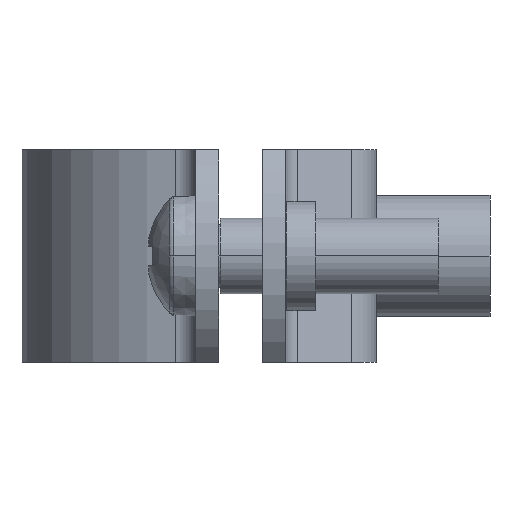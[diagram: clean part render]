
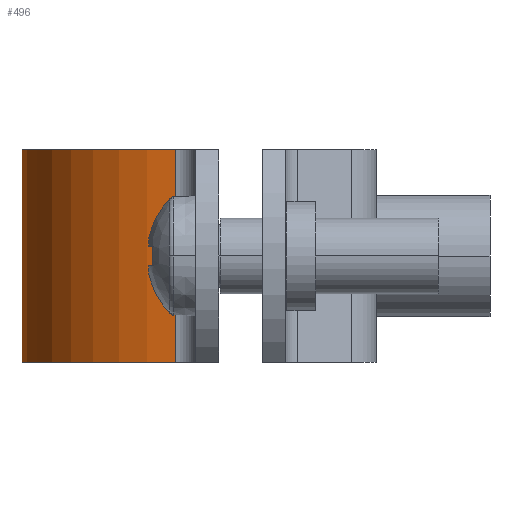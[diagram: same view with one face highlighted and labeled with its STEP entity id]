
A CAD part, left-side view. The second image highlights one B-rep face of the part: STEP entity #496.
In plain terms, the highlighted cylindrical face has radius 11.7 mm (diameter 23.4 mm), a partial arc.
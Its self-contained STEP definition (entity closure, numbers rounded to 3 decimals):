
#98 = CARTESIAN_POINT ( 'NONE',  ( 11.603, 1.307, -7. ) ) ;
#244 = VECTOR ( 'NONE', #1327, 1000. ) ;
#311 = ORIENTED_EDGE ( 'NONE', *, *, #3162, .T. ) ;
#315 = AXIS2_PLACEMENT_3D ( 'NONE', #1974, #2975, #428 ) ;
#428 = DIRECTION ( 'NONE',  ( -1., 0., 0. ) ) ;
#435 = CIRCLE ( 'NONE', #500, 11.7 ) ;
#454 = EDGE_CURVE ( 'NONE', #2453, #3125, #435, .T. ) ;
#455 = CIRCLE ( 'NONE', #315, 11.7 ) ;
#496 = ADVANCED_FACE ( 'NONE', ( #584 ), #707, .T. ) ;
#500 = AXIS2_PLACEMENT_3D ( 'NONE', #2301, #712, #502 ) ;
#502 = DIRECTION ( 'NONE',  ( -1., 0., 0. ) ) ;
#584 = FACE_OUTER_BOUND ( 'NONE', #2995, .T. ) ;
#707 = CYLINDRICAL_SURFACE ( 'NONE', #3224, 11.7 ) ;
#712 = DIRECTION ( 'NONE',  ( 0., 0., 1. ) ) ;
#778 = VERTEX_POINT ( 'NONE', #2143 ) ;
#912 = ORIENTED_EDGE ( 'NONE', *, *, #2179, .F. ) ;
#915 = CARTESIAN_POINT ( 'NONE',  ( -11.603, 1.307, 7. ) ) ;
#1274 = VERTEX_POINT ( 'NONE', #915 ) ;
#1327 = DIRECTION ( 'NONE',  ( 0., 0., -1. ) ) ;
#1455 = ORIENTED_EDGE ( 'NONE', *, *, #1554, .T. ) ;
#1532 = DIRECTION ( 'NONE',  ( 0., 0., -1. ) ) ;
#1554 = EDGE_CURVE ( 'NONE', #778, #2453, #3137, .T. ) ;
#1937 = CARTESIAN_POINT ( 'NONE',  ( -11.603, 1.307, 7. ) ) ;
#1974 = CARTESIAN_POINT ( 'NONE',  ( 0., -0.2, 7. ) ) ;
#2126 = ORIENTED_EDGE ( 'NONE', *, *, #454, .T. ) ;
#2143 = CARTESIAN_POINT ( 'NONE',  ( 11.603, 1.307, 7. ) ) ;
#2179 = EDGE_CURVE ( 'NONE', #778, #1274, #455, .T. ) ;
#2301 = CARTESIAN_POINT ( 'NONE',  ( 0., -0.2, -7. ) ) ;
#2453 = VERTEX_POINT ( 'NONE', #98 ) ;
#2562 = DIRECTION ( 'NONE',  ( -1., 0., 0. ) ) ;
#2853 = LINE ( 'NONE', #1937, #2931 ) ;
#2875 = CARTESIAN_POINT ( 'NONE',  ( 11.603, 1.307, 7. ) ) ;
#2931 = VECTOR ( 'NONE', #3034, 1000. ) ;
#2975 = DIRECTION ( 'NONE',  ( 0., 0., 1. ) ) ;
#2995 = EDGE_LOOP ( 'NONE', ( #2126, #311, #912, #1455 ) ) ;
#3034 = DIRECTION ( 'NONE',  ( 0., 0., 1. ) ) ;
#3125 = VERTEX_POINT ( 'NONE', #3185 ) ;
#3137 = LINE ( 'NONE', #2875, #244 ) ;
#3162 = EDGE_CURVE ( 'NONE', #3125, #1274, #2853, .T. ) ;
#3185 = CARTESIAN_POINT ( 'NONE',  ( -11.603, 1.307, -7. ) ) ;
#3224 = AXIS2_PLACEMENT_3D ( 'NONE', #3327, #1532, #2562 ) ;
#3327 = CARTESIAN_POINT ( 'NONE',  ( 0., -0.2, 7. ) ) ;
